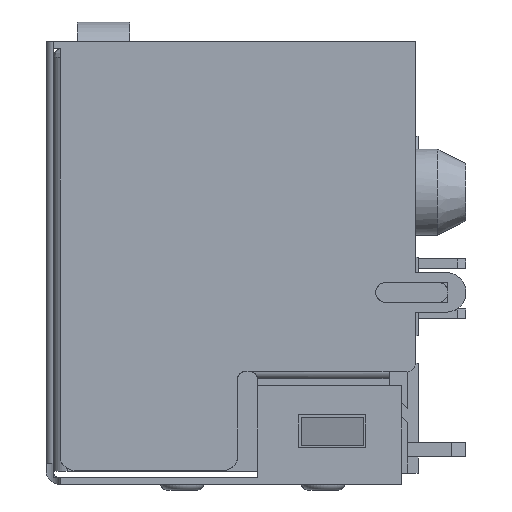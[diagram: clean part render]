
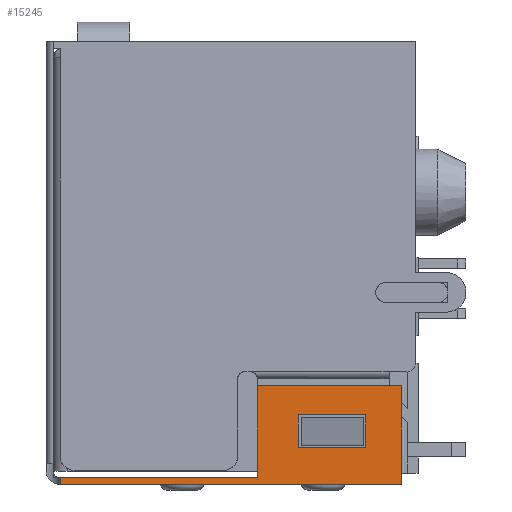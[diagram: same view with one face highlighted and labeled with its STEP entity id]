
A CAD part, left-side view. The second image highlights one B-rep face of the part: STEP entity #15245.
In plain terms, the highlighted planar face has unit normal (-1, 0, 0).
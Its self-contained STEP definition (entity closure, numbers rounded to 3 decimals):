
#15182=AXIS2_PLACEMENT_3D('Plane Axis2P3D',#15179,#15180,#15181) ;
#3373=CARTESIAN_POINT('Vertex',(0.15,7.4,-16.155)) ;
#3376=CARTESIAN_POINT('Line Origine',(0.15,7.4,-14.53)) ;
#3380=CARTESIAN_POINT('Vertex',(0.15,7.4,-12.905)) ;
#4569=CARTESIAN_POINT('Line Origine',(0.15,14.4,-16.457)) ;
#4573=CARTESIAN_POINT('Vertex',(0.15,14.4,-16.155)) ;
#4575=CARTESIAN_POINT('Vertex',(0.15,14.4,-16.405)) ;
#4708=CARTESIAN_POINT('Line Origine',(0.15,10.9,-16.155)) ;
#15179=CARTESIAN_POINT('Axis2P3D Location',(0.15,8.35,-14.655)) ;
#15184=CARTESIAN_POINT('Line Origine',(0.15,8.35,-16.405)) ;
#15188=CARTESIAN_POINT('Vertex',(0.15,2.3,-16.405)) ;
#15191=CARTESIAN_POINT('Line Origine',(0.15,2.3,-14.655)) ;
#15195=CARTESIAN_POINT('Vertex',(0.15,2.3,-12.905)) ;
#15198=CARTESIAN_POINT('Line Origine',(0.15,4.85,-12.905)) ;
#15211=CARTESIAN_POINT('Line Origine',(0.15,4.75,-13.935)) ;
#15215=CARTESIAN_POINT('Vertex',(0.15,5.95,-13.935)) ;
#15217=CARTESIAN_POINT('Vertex',(0.15,3.55,-13.935)) ;
#15220=CARTESIAN_POINT('Line Origine',(0.15,3.55,-14.52)) ;
#15224=CARTESIAN_POINT('Vertex',(0.15,3.55,-15.105)) ;
#15227=CARTESIAN_POINT('Line Origine',(0.15,4.75,-15.105)) ;
#15231=CARTESIAN_POINT('Vertex',(0.15,5.95,-15.105)) ;
#15234=CARTESIAN_POINT('Line Origine',(0.15,5.95,-14.52)) ;
#3377=DIRECTION('Vector Direction',(0.,0.,-1.)) ;
#4570=DIRECTION('Vector Direction',(0.,0.,1.)) ;
#4709=DIRECTION('Vector Direction',(0.,-1.,0.)) ;
#15180=DIRECTION('Axis2P3D Direction',(1.,0.,0.)) ;
#15181=DIRECTION('Axis2P3D XDirection',(0.,1.,0.)) ;
#15185=DIRECTION('Vector Direction',(0.,1.,0.)) ;
#15192=DIRECTION('Vector Direction',(0.,0.,-1.)) ;
#15199=DIRECTION('Vector Direction',(0.,1.,0.)) ;
#15212=DIRECTION('Vector Direction',(0.,-1.,0.)) ;
#15221=DIRECTION('Vector Direction',(0.,0.,-1.)) ;
#15228=DIRECTION('Vector Direction',(0.,1.,0.)) ;
#15235=DIRECTION('Vector Direction',(0.,0.,1.)) ;
#3378=VECTOR('Line Direction',#3377,1.) ;
#4571=VECTOR('Line Direction',#4570,1.) ;
#4710=VECTOR('Line Direction',#4709,1.) ;
#15186=VECTOR('Line Direction',#15185,1.) ;
#15193=VECTOR('Line Direction',#15192,1.) ;
#15200=VECTOR('Line Direction',#15199,1.) ;
#15213=VECTOR('Line Direction',#15212,1.) ;
#15222=VECTOR('Line Direction',#15221,1.) ;
#15229=VECTOR('Line Direction',#15228,1.) ;
#15236=VECTOR('Line Direction',#15235,1.) ;
#15204=ORIENTED_EDGE('',*,*,#3382,.T.) ;
#15205=ORIENTED_EDGE('',*,*,#4712,.F.) ;
#15206=ORIENTED_EDGE('',*,*,#4577,.T.) ;
#15207=ORIENTED_EDGE('',*,*,#15190,.F.) ;
#15208=ORIENTED_EDGE('',*,*,#15197,.F.) ;
#15209=ORIENTED_EDGE('',*,*,#15202,.T.) ;
#15240=ORIENTED_EDGE('',*,*,#15219,.T.) ;
#15241=ORIENTED_EDGE('',*,*,#15226,.T.) ;
#15242=ORIENTED_EDGE('',*,*,#15233,.T.) ;
#15243=ORIENTED_EDGE('',*,*,#15238,.T.) ;
#15244=FACE_BOUND('',#15239,.T.) ;
#15245=ADVANCED_FACE('MANIFOLD_SOLID_BREP #56216',(#15210,#15244),#15183,.F.) ;
#3382=EDGE_CURVE('',#3381,#3374,#3379,.T.) ;
#4577=EDGE_CURVE('',#4574,#4576,#4572,.F.) ;
#4712=EDGE_CURVE('',#4574,#3374,#4711,.T.) ;
#15190=EDGE_CURVE('',#15189,#4576,#15187,.T.) ;
#15197=EDGE_CURVE('',#15196,#15189,#15194,.T.) ;
#15202=EDGE_CURVE('',#15196,#3381,#15201,.T.) ;
#15219=EDGE_CURVE('',#15216,#15218,#15214,.T.) ;
#15226=EDGE_CURVE('',#15218,#15225,#15223,.T.) ;
#15233=EDGE_CURVE('',#15225,#15232,#15230,.T.) ;
#15238=EDGE_CURVE('',#15232,#15216,#15237,.T.) ;
#15203=EDGE_LOOP('',(#15204,#15205,#15206,#15207,#15208,#15209)) ;
#15239=EDGE_LOOP('',(#15240,#15241,#15242,#15243)) ;
#15210=FACE_OUTER_BOUND('',#15203,.T.) ;
#3379=LINE('Line',#3376,#3378) ;
#4572=LINE('Line',#4569,#4571) ;
#4711=LINE('Line',#4708,#4710) ;
#15187=LINE('Line',#15184,#15186) ;
#15194=LINE('Line',#15191,#15193) ;
#15201=LINE('Line',#15198,#15200) ;
#15214=LINE('Line',#15211,#15213) ;
#15223=LINE('Line',#15220,#15222) ;
#15230=LINE('Line',#15227,#15229) ;
#15237=LINE('Line',#15234,#15236) ;
#15183=PLANE('',#15182) ;
#3374=VERTEX_POINT('',#3373) ;
#3381=VERTEX_POINT('',#3380) ;
#4574=VERTEX_POINT('',#4573) ;
#4576=VERTEX_POINT('',#4575) ;
#15189=VERTEX_POINT('',#15188) ;
#15196=VERTEX_POINT('',#15195) ;
#15216=VERTEX_POINT('',#15215) ;
#15218=VERTEX_POINT('',#15217) ;
#15225=VERTEX_POINT('',#15224) ;
#15232=VERTEX_POINT('',#15231) ;
